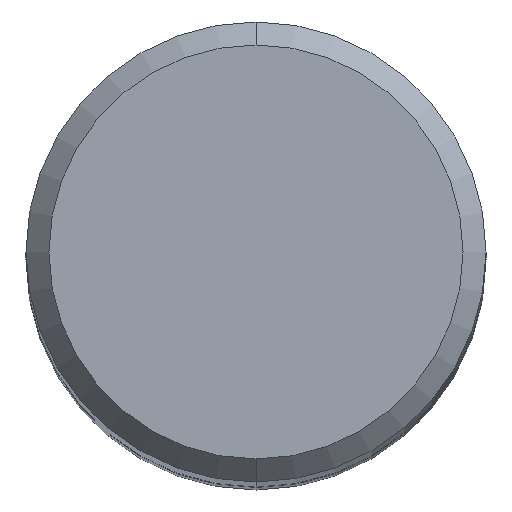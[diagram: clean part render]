
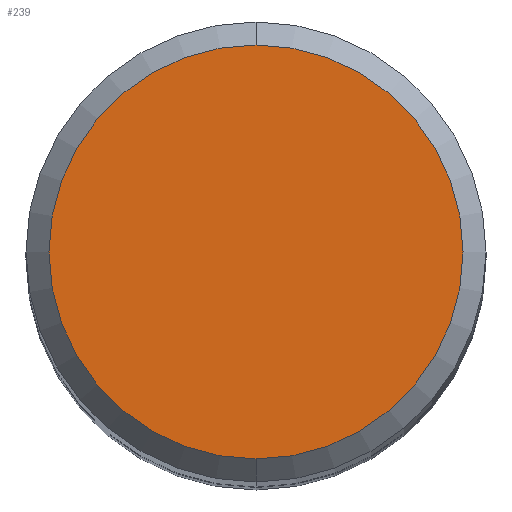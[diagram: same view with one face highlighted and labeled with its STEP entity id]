
A CAD part, top view. The second image highlights one B-rep face of the part: STEP entity #239.
In plain terms, the highlighted planar face has unit normal (0, 0, 1).
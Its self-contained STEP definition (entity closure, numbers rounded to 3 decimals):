
#239=ADVANCED_FACE('',(#546),#547,.T.);
#249=VERTEX_POINT('',#558);
#295=EDGE_CURVE('',#407,#249,#608,.T.);
#407=VERTEX_POINT('',#729);
#411=EDGE_CURVE('',#249,#407,#733,.T.);
#546=FACE_OUTER_BOUND('',#921,.T.);
#547=PLANE('',#922);
#558=CARTESIAN_POINT('',(0.,-3.6,0.0));
#608=CIRCLE('',#1028,3.6);
#729=CARTESIAN_POINT('',(0.0,3.6,0.0));
#733=CIRCLE('',#1351,3.6);
#921=EDGE_LOOP('',(#1507,#1508));
#922=AXIS2_PLACEMENT_3D('',#1509,#1510,#1511);
#1028=AXIS2_PLACEMENT_3D('',#1581,#1582,#1583);
#1351=AXIS2_PLACEMENT_3D('',#1689,#1690,#1691);
#1507=ORIENTED_EDGE('',*,*,#295,.F.);
#1508=ORIENTED_EDGE('',*,*,#411,.F.);
#1509=CARTESIAN_POINT('',(0.0,1.8,0.0));
#1510=DIRECTION('',(-0.0,0.0,1.0));
#1511=DIRECTION('',(0.0,-1.0,0.0));
#1581=CARTESIAN_POINT('',(0.0,0.0,0.0));
#1582=DIRECTION('',(0.0,0.0,-1.0));
#1583=DIRECTION('',(0.0,1.0,0.0));
#1689=CARTESIAN_POINT('',(0.0,0.0,0.0));
#1690=DIRECTION('',(0.0,0.0,-1.0));
#1691=DIRECTION('',(0.0,1.0,0.0));
